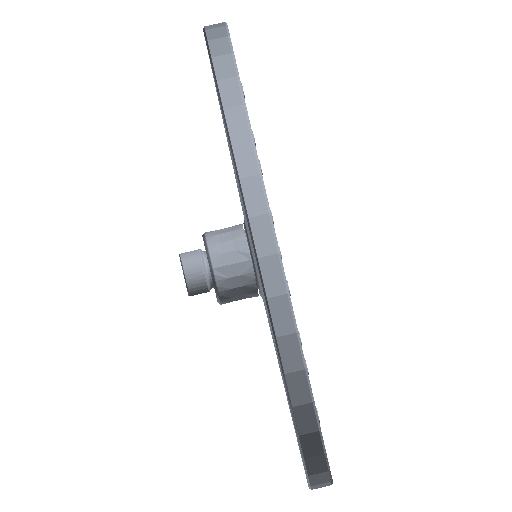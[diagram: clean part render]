
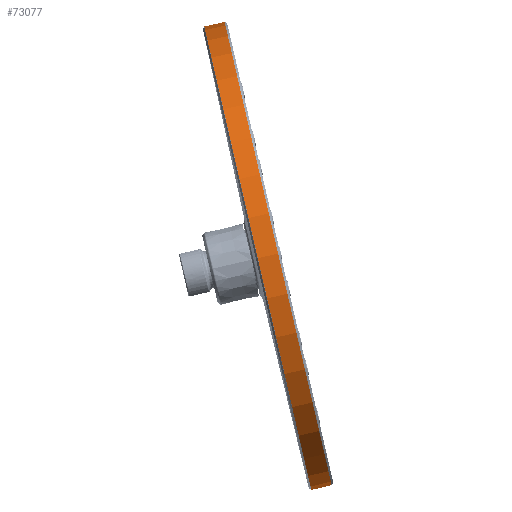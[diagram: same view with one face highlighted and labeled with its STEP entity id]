
A CAD part, left-side view. The second image highlights one B-rep face of the part: STEP entity #73077.
In plain terms, the highlighted conical face has half-angle 0.5 degrees and reference radius 125 mm.
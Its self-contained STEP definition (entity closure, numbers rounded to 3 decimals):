
#1952 = EDGE_LOOP ( 'NONE', ( #102095, #22238, #54391, #38339 ) ) ;
#3840 = AXIS2_PLACEMENT_3D ( 'NONE', #174292, #30443, #64006 ) ;
#12929 = EDGE_CURVE ( 'NONE', #207288, #49075, #111854, .T. ) ;
#14905 = LINE ( 'NONE', #111492, #192749 ) ;
#22238 = ORIENTED_EDGE ( 'NONE', *, *, #12929, .T. ) ;
#29232 = DIRECTION ( 'NONE',  ( 0., 0.974, -0.225 ) ) ;
#30443 = DIRECTION ( 'NONE',  ( 0., -0.974, 0.225 ) ) ;
#32057 = CARTESIAN_POINT ( 'NONE',  ( 0., 228.673, 504.562 ) ) ;
#35982 = AXIS2_PLACEMENT_3D ( 'NONE', #201348, #122526, #200312 ) ;
#38339 = ORIENTED_EDGE ( 'NONE', *, *, #49390, .F. ) ;
#44979 = CARTESIAN_POINT ( 'NONE',  ( 0., 188.878, 385.461 ) ) ;
#46572 = CARTESIAN_POINT ( 'NONE',  ( 0., 216.973, 507.156 ) ) ;
#49075 = VERTEX_POINT ( 'NONE', #151018 ) ;
#49390 = EDGE_CURVE ( 'NONE', #130315, #52815, #14905, .T. ) ;
#51318 = VECTOR ( 'NONE', #96140, 1000. ) ;
#52815 = VERTEX_POINT ( 'NONE', #177843 ) ;
#54391 = ORIENTED_EDGE ( 'NONE', *, *, #97223, .T. ) ;
#61757 = DIRECTION ( 'NONE',  ( 0., -0.225, -0.974 ) ) ;
#64006 = DIRECTION ( 'NONE',  ( 0., -0.225, -0.974 ) ) ;
#73077 = ADVANCED_FACE ( 'NONE', ( #123565 ), #166749, .T. ) ;
#77585 = CIRCLE ( 'NONE', #3840, 124.991 ) ;
#87612 = CIRCLE ( 'NONE', #141266, 124.895 ) ;
#96140 = DIRECTION ( 'NONE',  ( 0., 0.976, -0.216 ) ) ;
#97223 = EDGE_CURVE ( 'NONE', #49075, #52815, #77585, .T. ) ;
#102095 = ORIENTED_EDGE ( 'NONE', *, *, #129668, .T. ) ;
#108393 = DIRECTION ( 'NONE',  ( 0., 0.972, -0.233 ) ) ;
#111492 = CARTESIAN_POINT ( 'NONE',  ( 0., 172.435, 260.97 ) ) ;
#111854 = LINE ( 'NONE', #32057, #51318 ) ;
#122526 = DIRECTION ( 'NONE',  ( 0., 0.974, -0.225 ) ) ;
#123565 = FACE_OUTER_BOUND ( 'NONE', #1952, .T. ) ;
#129668 = EDGE_CURVE ( 'NONE', #130315, #207288, #87612, .T. ) ;
#130315 = VERTEX_POINT ( 'NONE', #206213 ) ;
#141266 = AXIS2_PLACEMENT_3D ( 'NONE', #44979, #29232, #61757 ) ;
#151018 = CARTESIAN_POINT ( 'NONE',  ( 0., 227.66, 504.787 ) ) ;
#166749 = CONICAL_SURFACE ( 'NONE', #35982, 125., 0.009 ) ;
#174292 = CARTESIAN_POINT ( 'NONE',  ( 0., 199.543, 382.999 ) ) ;
#177843 = CARTESIAN_POINT ( 'NONE',  ( 0., 171.426, 261.212 ) ) ;
#192749 = VECTOR ( 'NONE', #108393, 1000. ) ;
#200312 = DIRECTION ( 'NONE',  ( 0., -0.225, -0.974 ) ) ;
#201348 = CARTESIAN_POINT ( 'NONE',  ( 0., 200.554, 382.766 ) ) ;
#206213 = CARTESIAN_POINT ( 'NONE',  ( 0., 160.783, 263.767 ) ) ;
#207288 = VERTEX_POINT ( 'NONE', #46572 ) ;
